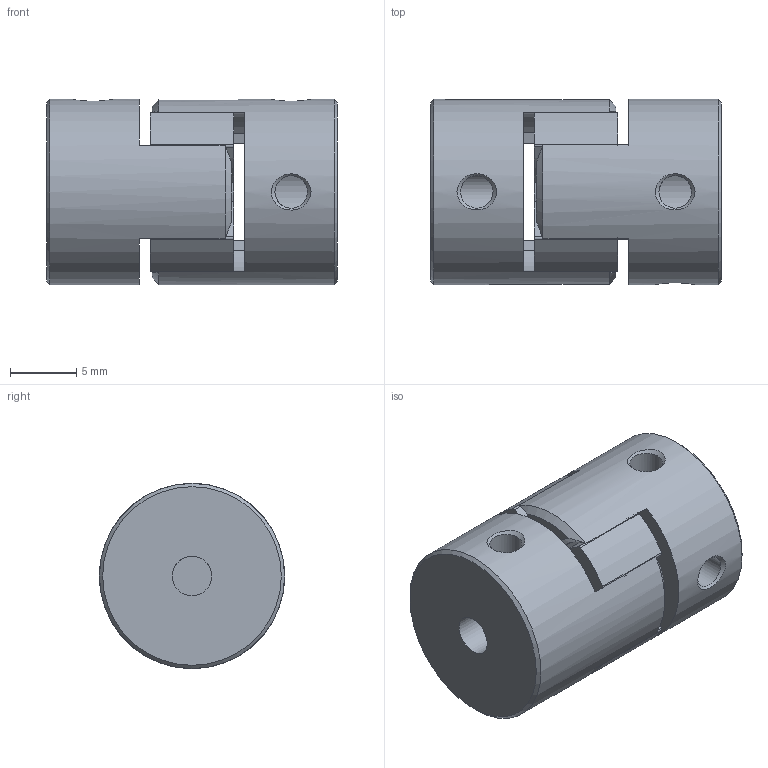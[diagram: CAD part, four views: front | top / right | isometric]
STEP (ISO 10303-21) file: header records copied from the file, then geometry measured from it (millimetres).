
FILE_DESCRIPTION(/* description */ ('STEP AP203'),/* implementation_level */ '2;1');
FILE_NAME(/* name */ 'CPJ14-BL-3-5',/* time_stamp */ '2023-12-04T02:08:20+01:00',/* author */ ('License CC BY-ND 4.0'),/* organization */ ('CADENAS'),/* preprocessor_version */ 'ST-DEVELOPER v19.3',/* originating_system */ 'PARTsolutions',/* authorisation */ ' ');
FILE_SCHEMA (('CONFIG_CONTROL_DESIGN'));
Length unit declared in the file: millimetre
Products named in the file (4): CPJ14-BL-3-5; BL-D14_p; CPJ14-5_br; CPJ14-3_bl
Assembly tree (3 placements, depth 2):
  CPJ14-BL-3-5
    BL-D14_p
    CPJ14-5_br
    CPJ14-3_bl
Bounding box: 22 x 14 x 14 mm (x, y, z)
Volume: 2815.5 mm3; surface area: 2397.5 mm2
Topology: 3 solids, 3 shells, 90 faces, 226 edges, 142 vertices
Faces by surface type: cylinder 43, plane 26, cone 21
Full cylindrical faces by diameter (mm): 2.459 x3, 3 x1, 5 x1, 14 x2
Entity records: 2806 total; most frequent: CARTESIAN_POINT 580, DIRECTION 474, ORIENTED_EDGE 418, EDGE_CURVE 209, AXIS2_PLACEMENT_3D 201, VERTEX_POINT 137, EDGE_LOOP 112, FACE_BOUND 112
